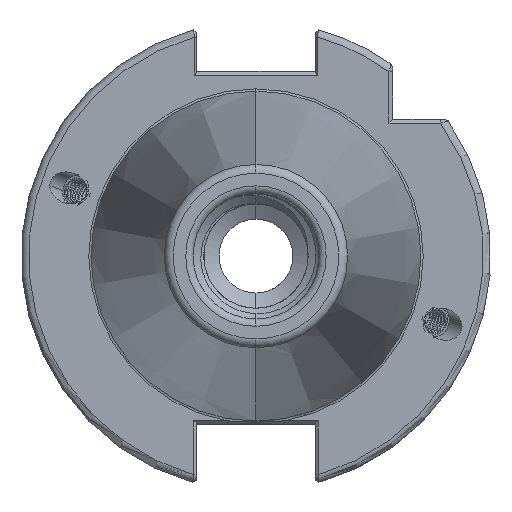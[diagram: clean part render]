
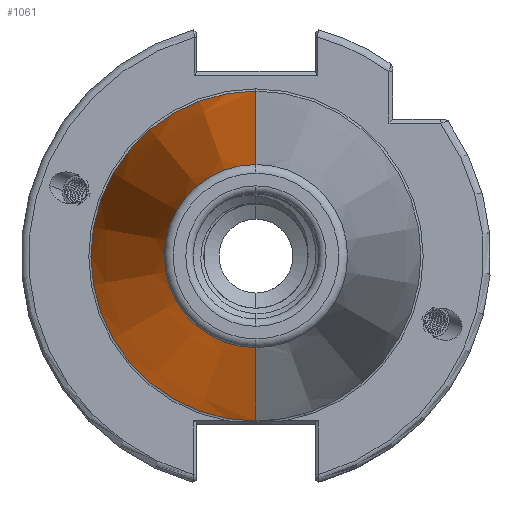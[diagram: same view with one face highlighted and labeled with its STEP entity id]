
A CAD part, left-side view. The second image highlights one B-rep face of the part: STEP entity #1061.
In plain terms, the highlighted conical face has half-angle 8.297 degrees and reference radius 22.692 mm.
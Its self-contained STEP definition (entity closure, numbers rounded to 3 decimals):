
#140 = EDGE_CURVE ( 'NONE', #20233, #20373, #2261, .T. ) ;
#147 = EDGE_CURVE ( 'NONE', #20292, #20373, #2268, .T. ) ;
#155 = EDGE_CURVE ( 'NONE', #20362, #20233, #2287, .T. ) ;
#766 = AXIS2_PLACEMENT_3D ( 'NONE', #12888, #12912, #12909 ) ;
#1061 = ADVANCED_FACE ( 'NONE', ( #23240 ), #23235, .T. ) ;
#2261 = CIRCLE ( 'NONE', #3806, 22.327 ) ;
#2266 = VECTOR ( 'NONE', #16053, 1000. ) ;
#2268 = LINE ( 'NONE', #16029, #2266 ) ;
#2283 = VECTOR ( 'NONE', #16077, 1000. ) ;
#2287 = LINE ( 'NONE', #16081, #2283 ) ;
#3806 = AXIS2_PLACEMENT_3D ( 'NONE', #16055, #16042, #16056 ) ;
#4166 = AXIS2_PLACEMENT_3D ( 'NONE', #14096, #14116, #14079 ) ;
#5849 = ORIENTED_EDGE ( 'NONE', *, *, #155, .F. ) ;
#6559 = EDGE_LOOP ( 'NONE', ( #6796, #6781, #23767, #5849 ) ) ;
#6781 = ORIENTED_EDGE ( 'NONE', *, *, #147, .T. ) ;
#6796 = ORIENTED_EDGE ( 'NONE', *, *, #14331, .T. ) ;
#11688 = CARTESIAN_POINT ( 'NONE',  ( -2.5, 0., -22.327 ) ) ;
#11737 = CARTESIAN_POINT ( 'NONE',  ( -70.573, 0., 12.4 ) ) ;
#11836 = CARTESIAN_POINT ( 'NONE',  ( -2.5, 0., 22.327 ) ) ;
#11842 = CARTESIAN_POINT ( 'NONE',  ( -70.573, 0., -12.4 ) ) ;
#12888 = CARTESIAN_POINT ( 'NONE',  ( 0., 0., 0. ) ) ;
#12909 = DIRECTION ( 'NONE',  ( 0., 0., -1. ) ) ;
#12912 = DIRECTION ( 'NONE',  ( 1., 0., 0. ) ) ;
#14079 = DIRECTION ( 'NONE',  ( 0., 0., 1. ) ) ;
#14096 = CARTESIAN_POINT ( 'NONE',  ( -70.573, 0., 0. ) ) ;
#14116 = DIRECTION ( 'NONE',  ( 1., 0., 0. ) ) ;
#14331 = EDGE_CURVE ( 'NONE', #20362, #20292, #21843, .T. ) ;
#16029 = CARTESIAN_POINT ( 'NONE',  ( 0., 0., 22.692 ) ) ;
#16042 = DIRECTION ( 'NONE',  ( 1., 0., 0. ) ) ;
#16053 = DIRECTION ( 'NONE',  ( 0.99, 0., 0.144 ) ) ;
#16055 = CARTESIAN_POINT ( 'NONE',  ( -2.5, 0., 0. ) ) ;
#16056 = DIRECTION ( 'NONE',  ( 0., 0., -1. ) ) ;
#16077 = DIRECTION ( 'NONE',  ( 0.99, 0., -0.144 ) ) ;
#16081 = CARTESIAN_POINT ( 'NONE',  ( 0., 0., -22.692 ) ) ;
#20233 = VERTEX_POINT ( 'NONE', #11688 ) ;
#20292 = VERTEX_POINT ( 'NONE', #11737 ) ;
#20362 = VERTEX_POINT ( 'NONE', #11842 ) ;
#20373 = VERTEX_POINT ( 'NONE', #11836 ) ;
#21843 = CIRCLE ( 'NONE', #4166, 12.4 ) ;
#23235 = CONICAL_SURFACE ( 'NONE', #766, 22.692, 0.145 ) ;
#23240 = FACE_OUTER_BOUND ( 'NONE', #6559, .T. ) ;
#23767 = ORIENTED_EDGE ( 'NONE', *, *, #140, .F. ) ;
